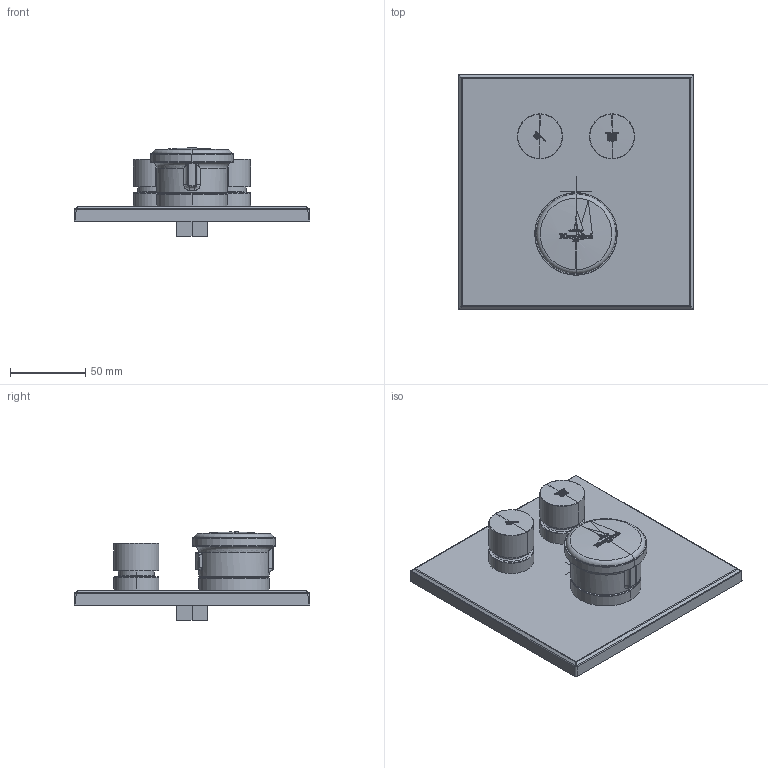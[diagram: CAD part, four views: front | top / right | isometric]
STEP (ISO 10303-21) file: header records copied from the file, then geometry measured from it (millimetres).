
FILE_DESCRIPTION((''),'2;1');
FILE_NAME('TVS117002002_3DPL','2025-07-02T11:31:00',('MaiP'),(''),'CREO PARAMETRIC BY PTC INC, 2024253','CREO PARAMETRIC BY PTC INC, 2024253','');
FILE_SCHEMA(('AP242_MANAGED_MODEL_BASED_3D_ENGINEERING_MIM_LF { 1 0 10303 442 1 1 4 }'));
Products named in the file (1): TVS117002002_3DPL
Bounding box: 157 x 157 x 58.67 mm (x, y, z)
Volume: 357061.1 mm3; surface area: 70466.5 mm2
Topology: 1 solids, 29 shells, 1241 faces, 3188 edges, 2109 vertices
Faces by surface type: plane 542, extrusion 422, cylinder 168, sphere 54, torus 33, bspline 22
Entity records: 49184 total; most frequent: CARTESIAN_POINT 16610, ORIENTED_EDGE 6056, DIRECTION 4825, EDGE_CURVE 3154, VERTEX_POINT 2075, VECTOR 1855, AXIS2_PLACEMENT_3D 1485, B_SPLINE_CURVE_WITH_KNOTS 1476
